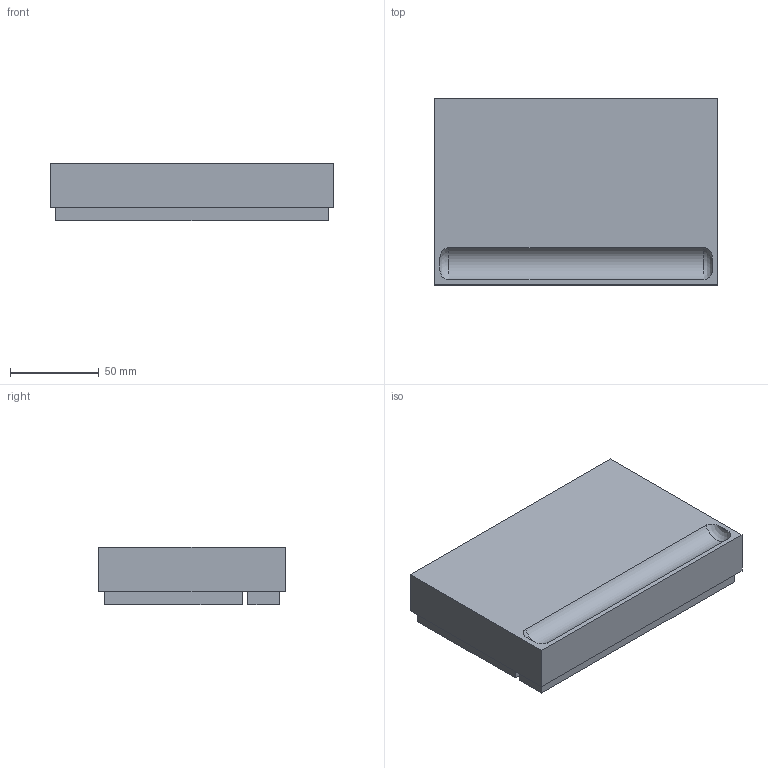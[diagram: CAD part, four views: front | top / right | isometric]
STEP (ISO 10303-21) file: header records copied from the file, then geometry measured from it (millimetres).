
FILE_DESCRIPTION(/* description */ (''),/* implementation_level */ '2;1');
FILE_NAME(/* name */ 'Writing-Equipment-Carrier.step',/* time_stamp */ '2024-07-24T22:27:23+05:30',/* author */ (''),/* organization */ (''),/* preprocessor_version */ 'ST-DEVELOPER v20',/* originating_system */ 'Autodesk Translation Framework v13.14.0.145',/* authorisation */ '');
FILE_SCHEMA (('AUTOMOTIVE_DESIGN { 1 0 10303 214 3 1 1 }'));
Length unit declared in the file: millimetre
Products named in the file (1): Writing-Equipment-Carrier
Bounding box: 160 x 105 x 32.5 mm (x, y, z)
Volume: 517499.8 mm3; surface area: 54756.7 mm2
Topology: 1 solids, 1 shells, 26 faces, 60 edges, 40 vertices
Faces by surface type: plane 23, bspline 2, cylinder 1
Entity records: 841 total; most frequent: CARTESIAN_POINT 223, ORIENTED_EDGE 120, DIRECTION 110, EDGE_CURVE 60, LINE 52, VECTOR 52, VERTEX_POINT 40, EDGE_LOOP 30
